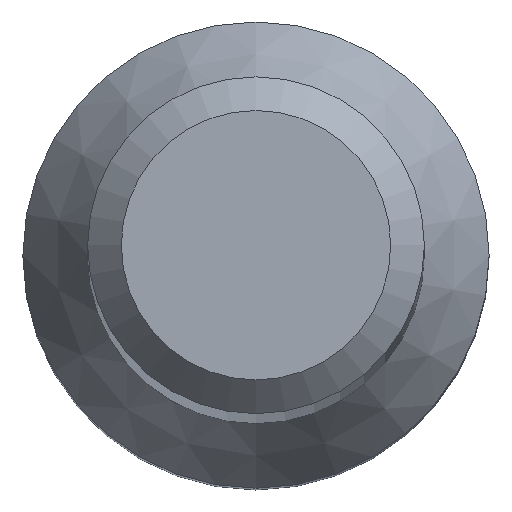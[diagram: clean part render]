
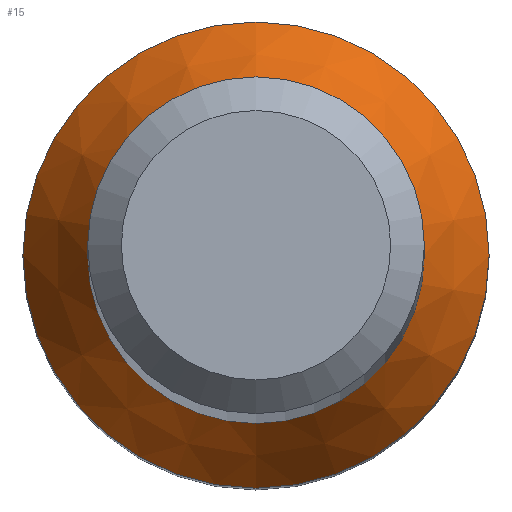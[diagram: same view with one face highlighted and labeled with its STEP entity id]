
A CAD part, top view. The second image highlights one B-rep face of the part: STEP entity #15.
In plain terms, the highlighted conical face has half-angle 30 degrees and reference radius 2.769 mm.
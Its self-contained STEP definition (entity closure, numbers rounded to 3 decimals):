
#13 = CARTESIAN_POINT ( 'NONE',  ( 0., 0., 12.66 ) ) ;
#15 = ADVANCED_FACE ( 'NONE', ( #161, #139 ), #92, .T. ) ;
#16 = CARTESIAN_POINT ( 'NONE',  ( 0., 0., 12.66 ) ) ;
#25 = CIRCLE ( 'NONE', #123, 2. ) ;
#39 = DIRECTION ( 'NONE',  ( 0., 0., -1. ) ) ;
#43 = VERTEX_POINT ( 'NONE', #129 ) ;
#56 = DIRECTION ( 'NONE',  ( 0., 1., 0. ) ) ;
#66 = EDGE_LOOP ( 'NONE', ( #102 ) ) ;
#68 = AXIS2_PLACEMENT_3D ( 'NONE', #16, #189, #152 ) ;
#92 = CONICAL_SURFACE ( 'NONE', #68, 2.769, 0.524 ) ;
#93 = DIRECTION ( 'NONE',  ( 0., 0., -1. ) ) ;
#102 = ORIENTED_EDGE ( 'NONE', *, *, #199, .T. ) ;
#119 = EDGE_LOOP ( 'NONE', ( #237 ) ) ;
#122 = DIRECTION ( 'NONE',  ( 0., 1., 0. ) ) ;
#123 = AXIS2_PLACEMENT_3D ( 'NONE', #241, #39, #56 ) ;
#129 = CARTESIAN_POINT ( 'NONE',  ( 0., 2., 13.992 ) ) ;
#133 = VERTEX_POINT ( 'NONE', #190 ) ;
#139 = FACE_OUTER_BOUND ( 'NONE', #119, .T. ) ;
#152 = DIRECTION ( 'NONE',  ( 0., 1., 0. ) ) ;
#155 = CIRCLE ( 'NONE', #188, 2.769 ) ;
#161 = FACE_BOUND ( 'NONE', #66, .T. ) ;
#168 = EDGE_CURVE ( 'NONE', #133, #133, #155, .T. ) ;
#188 = AXIS2_PLACEMENT_3D ( 'NONE', #13, #93, #122 ) ;
#189 = DIRECTION ( 'NONE',  ( 0., 0., -1. ) ) ;
#190 = CARTESIAN_POINT ( 'NONE',  ( 0., 2.769, 12.66 ) ) ;
#199 = EDGE_CURVE ( 'NONE', #43, #43, #25, .T. ) ;
#237 = ORIENTED_EDGE ( 'NONE', *, *, #168, .F. ) ;
#241 = CARTESIAN_POINT ( 'NONE',  ( 0., 0., 13.992 ) ) ;
